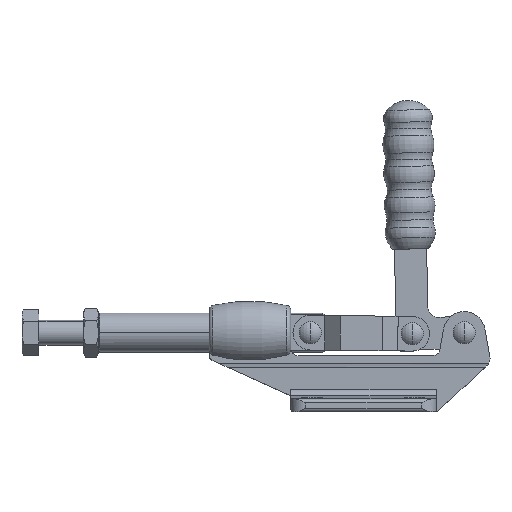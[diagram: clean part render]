
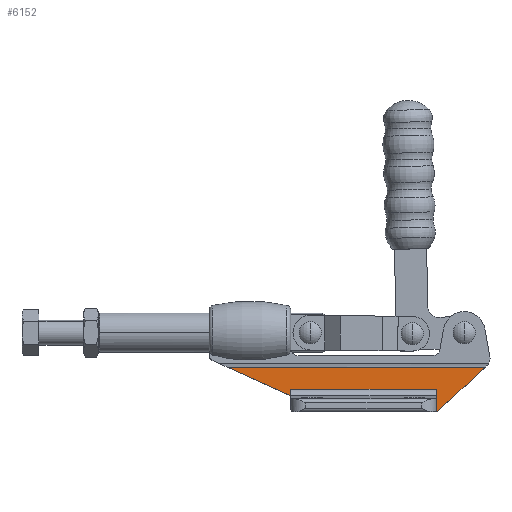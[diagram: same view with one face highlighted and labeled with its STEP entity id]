
A CAD part, top view. The second image highlights one B-rep face of the part: STEP entity #6152.
In plain terms, the highlighted planar face has unit normal (0, 0, 1).
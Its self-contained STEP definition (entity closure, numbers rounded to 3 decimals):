
#297 = DIRECTION ( 'NONE',  ( 0., -1., 0. ) ) ;
#313 = ORIENTED_EDGE ( 'NONE', *, *, #3231, .T. ) ;
#649 = VERTEX_POINT ( 'NONE', #3305 ) ;
#740 = LINE ( 'NONE', #6728, #3722 ) ;
#798 = CARTESIAN_POINT ( 'NONE',  ( -21.71, 0., 6. ) ) ;
#938 = VERTEX_POINT ( 'NONE', #2747 ) ;
#946 = VERTEX_POINT ( 'NONE', #7507 ) ;
#1411 = VERTEX_POINT ( 'NONE', #798 ) ;
#1813 = DIRECTION ( 'NONE',  ( 0., 0., 1. ) ) ;
#1864 = VERTEX_POINT ( 'NONE', #3235 ) ;
#1924 = DIRECTION ( 'NONE',  ( 1., 0., 0. ) ) ;
#2083 = LINE ( 'NONE', #5485, #2289 ) ;
#2289 = VECTOR ( 'NONE', #7238, 1000. ) ;
#2339 = VECTOR ( 'NONE', #6725, 1000. ) ;
#2340 = VERTEX_POINT ( 'NONE', #7228 ) ;
#2344 = LINE ( 'NONE', #3273, #5315 ) ;
#2354 = LINE ( 'NONE', #3149, #6877 ) ;
#2535 = CARTESIAN_POINT ( 'NONE',  ( -80.51, 9.032, 6. ) ) ;
#2747 = CARTESIAN_POINT ( 'NONE',  ( -80.51, 6.3, 6. ) ) ;
#3017 = VERTEX_POINT ( 'NONE', #4383 ) ;
#3085 = EDGE_CURVE ( 'NONE', #2340, #1411, #2344, .T. ) ;
#3149 = CARTESIAN_POINT ( 'NONE',  ( -48.116, -24.964, 6. ) ) ;
#3231 = EDGE_CURVE ( 'NONE', #938, #3017, #4567, .T. ) ;
#3235 = CARTESIAN_POINT ( 'NONE',  ( -1.856, 17.895, 6. ) ) ;
#3273 = CARTESIAN_POINT ( 'NONE',  ( -21.71, 9.07, 6. ) ) ;
#3305 = CARTESIAN_POINT ( 'NONE',  ( -21.171, 0., 6. ) ) ;
#3406 = ORIENTED_EDGE ( 'NONE', *, *, #7292, .T. ) ;
#3458 = EDGE_CURVE ( 'NONE', #3017, #2340, #5857, .T. ) ;
#3508 = EDGE_CURVE ( 'NONE', #946, #1864, #3909, .T. ) ;
#3722 = VECTOR ( 'NONE', #4962, 1000. ) ;
#3892 = AXIS2_PLACEMENT_3D ( 'NONE', #4179, #1813, #5963 ) ;
#3909 = LINE ( 'NONE', #4929, #2339 ) ;
#4013 = ORIENTED_EDGE ( 'NONE', *, *, #3508, .F. ) ;
#4131 = FACE_OUTER_BOUND ( 'NONE', #4626, .T. ) ;
#4179 = CARTESIAN_POINT ( 'NONE',  ( -80.51, 10., 6. ) ) ;
#4366 = VECTOR ( 'NONE', #4641, 1000. ) ;
#4383 = CARTESIAN_POINT ( 'NONE',  ( -80.51, 9.032, 6. ) ) ;
#4567 = LINE ( 'NONE', #6976, #4366 ) ;
#4626 = EDGE_LOOP ( 'NONE', ( #5277, #5623, #3406, #4013, #5482, #313, #4949 ) ) ;
#4641 = DIRECTION ( 'NONE',  ( 0., 1., 0. ) ) ;
#4929 = CARTESIAN_POINT ( 'NONE',  ( -113.51, 17.895, 6. ) ) ;
#4937 = DIRECTION ( 'NONE',  ( 0.734, 0.68, 0. ) ) ;
#4949 = ORIENTED_EDGE ( 'NONE', *, *, #3458, .T. ) ;
#4962 = DIRECTION ( 'NONE',  ( 0.911, -0.412, 0. ) ) ;
#5277 = ORIENTED_EDGE ( 'NONE', *, *, #3085, .T. ) ;
#5315 = VECTOR ( 'NONE', #297, 1000. ) ;
#5379 = PLANE ( 'NONE',  #3892 ) ;
#5482 = ORIENTED_EDGE ( 'NONE', *, *, #7303, .T. ) ;
#5485 = CARTESIAN_POINT ( 'NONE',  ( -21.171, 0., 6. ) ) ;
#5550 = EDGE_CURVE ( 'NONE', #1411, #649, #2083, .T. ) ;
#5623 = ORIENTED_EDGE ( 'NONE', *, *, #5550, .T. ) ;
#5857 = LINE ( 'NONE', #2535, #7219 ) ;
#5963 = DIRECTION ( 'NONE',  ( 0., -1., 0. ) ) ;
#6152 = ADVANCED_FACE ( 'NONE', ( #4131 ), #5379, .T. ) ;
#6725 = DIRECTION ( 'NONE',  ( 1., 0., 0. ) ) ;
#6728 = CARTESIAN_POINT ( 'NONE',  ( -81.898, 6.927, 6. ) ) ;
#6877 = VECTOR ( 'NONE', #4937, 1000. ) ;
#6976 = CARTESIAN_POINT ( 'NONE',  ( -80.51, 9.07, 6. ) ) ;
#7219 = VECTOR ( 'NONE', #1924, 1000. ) ;
#7228 = CARTESIAN_POINT ( 'NONE',  ( -21.71, 9.032, 6. ) ) ;
#7238 = DIRECTION ( 'NONE',  ( 1., 0., 0. ) ) ;
#7292 = EDGE_CURVE ( 'NONE', #649, #1864, #2354, .T. ) ;
#7303 = EDGE_CURVE ( 'NONE', #946, #938, #740, .T. ) ;
#7507 = CARTESIAN_POINT ( 'NONE',  ( -106.189, 17.895, 6. ) ) ;
